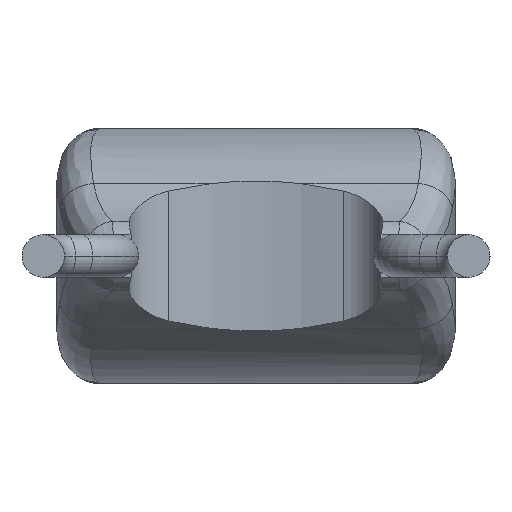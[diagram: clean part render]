
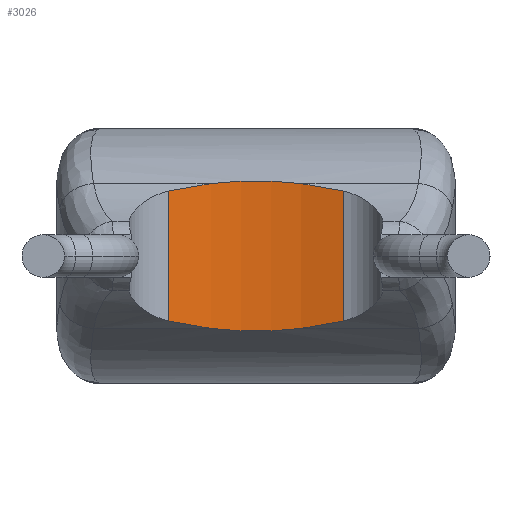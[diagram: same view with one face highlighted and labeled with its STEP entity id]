
A CAD part, front view. The second image highlights one B-rep face of the part: STEP entity #3026.
In plain terms, the highlighted cylindrical face has radius 3.785 mm (diameter 7.57 mm), a partial arc.
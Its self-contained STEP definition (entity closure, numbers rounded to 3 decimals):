
#96 = EDGE_LOOP ( 'NONE', ( #4188, #3533, #3488, #2910, #1811, #155, #2023, #2555 ) ) ;
#155 = ORIENTED_EDGE ( 'NONE', *, *, #1552, .T. ) ;
#242 = VERTEX_POINT ( 'NONE', #4154 ) ;
#284 = CYLINDRICAL_SURFACE ( 'NONE', #4152, 3.785 ) ;
#331 = VERTEX_POINT ( 'NONE', #3380 ) ;
#471 = DIRECTION ( 'NONE',  ( 0., 0., -1. ) ) ;
#492 = EDGE_CURVE ( 'NONE', #2393, #3508, #2385, .T. ) ;
#619 = CARTESIAN_POINT ( 'NONE',  ( 1.114, -3.058, 1.2 ) ) ;
#635 = VERTEX_POINT ( 'NONE', #910 ) ;
#638 = VECTOR ( 'NONE', #2445, 1000. ) ;
#710 = CARTESIAN_POINT ( 'NONE',  ( -0.614, -3.058, 1.2 ) ) ;
#735 = CARTESIAN_POINT ( 'NONE',  ( -0.776, -3.104, 1.237 ) ) ;
#746 = LINE ( 'NONE', #4473, #2929 ) ;
#876 = CARTESIAN_POINT ( 'NONE',  ( -0.614, -3.058, 2.8 ) ) ;
#910 = CARTESIAN_POINT ( 'NONE',  ( 0.778, -2.999, 2.851 ) ) ;
#921 = EDGE_CURVE ( 'NONE', #3846, #242, #4545, .T. ) ;
#1058 = EDGE_CURVE ( 'NONE', #635, #3846, #2327, .T. ) ;
#1096 = FACE_OUTER_BOUND ( 'NONE', #96, .T. ) ;
#1206 = DIRECTION ( 'NONE',  ( 0., 0., -1. ) ) ;
#1215 = CARTESIAN_POINT ( 'NONE',  ( -0.278, -2.999, 1.149 ) ) ;
#1289 = CARTESIAN_POINT ( 'NONE',  ( 1.276, -3.104, 4. ) ) ;
#1335 = CARTESIAN_POINT ( 'NONE',  ( -0.776, -3.104, 2.763 ) ) ;
#1391 = CARTESIAN_POINT ( 'NONE',  ( -0.448, -3.023, 1.17 ) ) ;
#1439 = CARTESIAN_POINT ( 'NONE',  ( -0.776, -3.104, 1.237 ) ) ;
#1528 = CARTESIAN_POINT ( 'NONE',  ( 1.276, -3.104, 2.763 ) ) ;
#1552 = EDGE_CURVE ( 'NONE', #242, #4331, #746, .T. ) ;
#1699 = CARTESIAN_POINT ( 'NONE',  ( -0.278, -2.999, 2.851 ) ) ;
#1811 = ORIENTED_EDGE ( 'NONE', *, *, #921, .T. ) ;
#1834 = B_SPLINE_CURVE_WITH_KNOTS ( 'NONE', 3,
 ( #4642, #1391, #710, #735 ),
 .UNSPECIFIED., .F., .F.,
 ( 4, 4 ),
 ( 0., 0.001 ),
 .UNSPECIFIED. ) ;
#1953 = CARTESIAN_POINT ( 'NONE',  ( -0.278, -2.999, 2.851 ) ) ;
#2017 = CARTESIAN_POINT ( 'NONE',  ( 1.276, -3.104, 2.763 ) ) ;
#2023 = ORIENTED_EDGE ( 'NONE', *, *, #3827, .F. ) ;
#2254 = CARTESIAN_POINT ( 'NONE',  ( 0.074, -2.95, 2.895 ) ) ;
#2272 = DIRECTION ( 'NONE',  ( -1., 0., 0. ) ) ;
#2276 = CARTESIAN_POINT ( 'NONE',  ( 1.276, -3.104, 1.237 ) ) ;
#2327 = B_SPLINE_CURVE_WITH_KNOTS ( 'NONE', 3,
 ( #4376, #3310, #2254, #1953 ),
 .UNSPECIFIED., .F., .F.,
 ( 4, 4 ),
 ( 0., 0.001 ),
 .UNSPECIFIED. ) ;
#2367 = CARTESIAN_POINT ( 'NONE',  ( 1.114, -3.058, 2.8 ) ) ;
#2377 = VERTEX_POINT ( 'NONE', #1528 ) ;
#2385 = B_SPLINE_CURVE_WITH_KNOTS ( 'NONE', 3,
 ( #3594, #619, #3156, #2404 ),
 .UNSPECIFIED., .F., .F.,
 ( 4, 4 ),
 ( 0., 0.001 ),
 .UNSPECIFIED. ) ;
#2393 = VERTEX_POINT ( 'NONE', #2276 ) ;
#2404 = CARTESIAN_POINT ( 'NONE',  ( 0.778, -2.999, 1.149 ) ) ;
#2445 = DIRECTION ( 'NONE',  ( 0., 0., -1. ) ) ;
#2555 = ORIENTED_EDGE ( 'NONE', *, *, #4237, .F. ) ;
#2678 = CARTESIAN_POINT ( 'NONE',  ( 0.778, -2.999, 1.149 ) ) ;
#2910 = ORIENTED_EDGE ( 'NONE', *, *, #1058, .T. ) ;
#2929 = VECTOR ( 'NONE', #1206, 1000. ) ;
#3026 = ADVANCED_FACE ( 'NONE', ( #1096 ), #284, .F. ) ;
#3045 = CARTESIAN_POINT ( 'NONE',  ( 0.074, -2.95, 1.105 ) ) ;
#3091 = CARTESIAN_POINT ( 'NONE',  ( 0.778, -2.999, 1.149 ) ) ;
#3099 = CARTESIAN_POINT ( 'NONE',  ( 0.778, -2.999, 2.851 ) ) ;
#3109 = CARTESIAN_POINT ( 'NONE',  ( -0.278, -2.999, 2.851 ) ) ;
#3156 = CARTESIAN_POINT ( 'NONE',  ( 0.948, -3.023, 1.17 ) ) ;
#3310 = CARTESIAN_POINT ( 'NONE',  ( 0.426, -2.95, 2.895 ) ) ;
#3343 = CARTESIAN_POINT ( 'NONE',  ( 0.948, -3.023, 2.83 ) ) ;
#3380 = CARTESIAN_POINT ( 'NONE',  ( -0.278, -2.999, 1.149 ) ) ;
#3389 = CARTESIAN_POINT ( 'NONE',  ( 0.426, -2.95, 1.105 ) ) ;
#3488 = ORIENTED_EDGE ( 'NONE', *, *, #4415, .T. ) ;
#3508 = VERTEX_POINT ( 'NONE', #3091 ) ;
#3533 = ORIENTED_EDGE ( 'NONE', *, *, #4455, .F. ) ;
#3594 = CARTESIAN_POINT ( 'NONE',  ( 1.276, -3.104, 1.237 ) ) ;
#3637 = B_SPLINE_CURVE_WITH_KNOTS ( 'NONE', 3,
 ( #2678, #3389, #3045, #1215 ),
 .UNSPECIFIED., .F., .F.,
 ( 4, 4 ),
 ( 0., 0.001 ),
 .UNSPECIFIED. ) ;
#3747 = CARTESIAN_POINT ( 'NONE',  ( 0.25, -6.747, 4. ) ) ;
#3824 = CARTESIAN_POINT ( 'NONE',  ( -0.448, -3.023, 2.83 ) ) ;
#3827 = EDGE_CURVE ( 'NONE', #331, #4331, #1834, .T. ) ;
#3846 = VERTEX_POINT ( 'NONE', #3109 ) ;
#4152 = AXIS2_PLACEMENT_3D ( 'NONE', #3747, #471, #2272 ) ;
#4154 = CARTESIAN_POINT ( 'NONE',  ( -0.776, -3.104, 2.763 ) ) ;
#4188 = ORIENTED_EDGE ( 'NONE', *, *, #492, .F. ) ;
#4237 = EDGE_CURVE ( 'NONE', #3508, #331, #3637, .T. ) ;
#4250 = B_SPLINE_CURVE_WITH_KNOTS ( 'NONE', 3,
 ( #2017, #2367, #3343, #3099 ),
 .UNSPECIFIED., .F., .F.,
 ( 4, 4 ),
 ( 0., 0.001 ),
 .UNSPECIFIED. ) ;
#4331 = VERTEX_POINT ( 'NONE', #1439 ) ;
#4376 = CARTESIAN_POINT ( 'NONE',  ( 0.778, -2.999, 2.851 ) ) ;
#4415 = EDGE_CURVE ( 'NONE', #2377, #635, #4250, .T. ) ;
#4455 = EDGE_CURVE ( 'NONE', #2377, #2393, #4542, .T. ) ;
#4473 = CARTESIAN_POINT ( 'NONE',  ( -0.776, -3.104, 4. ) ) ;
#4542 = LINE ( 'NONE', #1289, #638 ) ;
#4545 = B_SPLINE_CURVE_WITH_KNOTS ( 'NONE', 3,
 ( #1699, #3824, #876, #1335 ),
 .UNSPECIFIED., .F., .F.,
 ( 4, 4 ),
 ( 0., 0.001 ),
 .UNSPECIFIED. ) ;
#4642 = CARTESIAN_POINT ( 'NONE',  ( -0.278, -2.999, 1.149 ) ) ;
